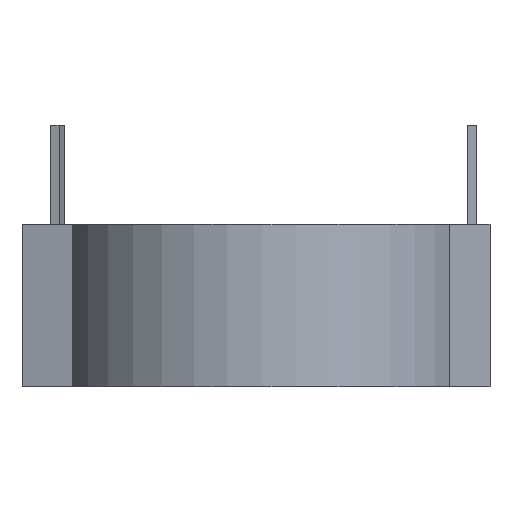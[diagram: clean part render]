
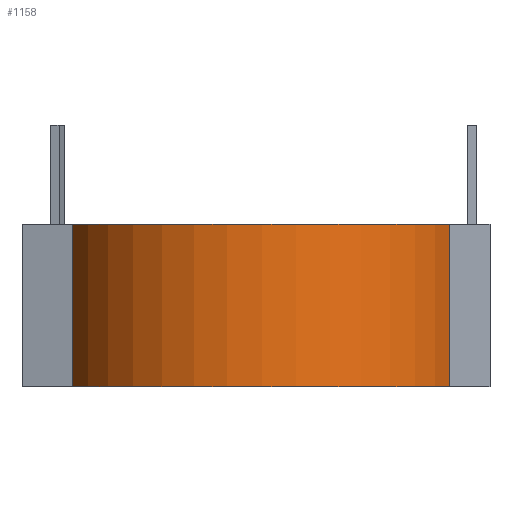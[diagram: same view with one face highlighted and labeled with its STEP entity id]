
A CAD part, front view. The second image highlights one B-rep face of the part: STEP entity #1158.
In plain terms, the highlighted cylindrical face has radius 11.25 mm (diameter 22.5 mm), a partial arc.
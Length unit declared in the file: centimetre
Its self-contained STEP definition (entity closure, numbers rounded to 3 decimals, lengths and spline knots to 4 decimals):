
#105=CYLINDRICAL_SURFACE('',#1213,1.125);
#113=CIRCLE('',#1214,1.125);
#114=CIRCLE('',#1215,1.125);
#203=VERTEX_POINT('',#1651);
#204=VERTEX_POINT('',#1653);
#210=VERTEX_POINT('',#1671);
#211=VERTEX_POINT('',#1673);
#322=VECTOR('',#1371,1.);
#331=VECTOR('',#1386,1.);
#444=LINE('',#1652,#322);
#453=LINE('',#1672,#331);
#593=EDGE_CURVE('',#204,#203,#444,.T.);
#602=EDGE_CURVE('',#203,#210,#113,.T.);
#603=EDGE_CURVE('',#210,#211,#453,.T.);
#604=EDGE_CURVE('',#211,#204,#114,.T.);
#830=ORIENTED_EDGE('',*,*,#593,.T.);
#831=ORIENTED_EDGE('',*,*,#602,.T.);
#832=ORIENTED_EDGE('',*,*,#603,.T.);
#833=ORIENTED_EDGE('',*,*,#604,.T.);
#1011=EDGE_LOOP('',(#830,#831,#832,#833));
#1085=FACE_BOUND('',#1011,.T.);
#1158=ADVANCED_FACE('',(#1085),#105,.T.);
#1213=AXIS2_PLACEMENT_3D('',#1669,#1382,#1383);
#1214=AXIS2_PLACEMENT_3D('',#1670,#1384,#1385);
#1215=AXIS2_PLACEMENT_3D('',#1674,#1387,#1388);
#1371=DIRECTION('',(0.,0.,-1.));
#1382=DIRECTION('',(0.,0.,1.));
#1383=DIRECTION('',(1.125,0.,0.));
#1384=DIRECTION('',(0.,0.,1.));
#1385=DIRECTION('',(1.125,0.,0.));
#1386=DIRECTION('',(0.,0.,1.));
#1387=DIRECTION('',(0.,0.,-1.));
#1388=DIRECTION('',(1.125,0.,0.));
#1651=CARTESIAN_POINT('',(-1.0461,-0.414,0.));
#1652=CARTESIAN_POINT('',(-1.0461,-0.414,0.45));
#1653=CARTESIAN_POINT('',(-1.0461,-0.414,0.9));
#1669=CARTESIAN_POINT('',(0.,0.,0.));
#1670=CARTESIAN_POINT('',(0.,0.,0.));
#1671=CARTESIAN_POINT('',(1.0515,-0.4,0.));
#1672=CARTESIAN_POINT('',(1.0515,-0.4,0.45));
#1673=CARTESIAN_POINT('',(1.0515,-0.4,0.9));
#1674=CARTESIAN_POINT('',(0.,0.,0.9));
